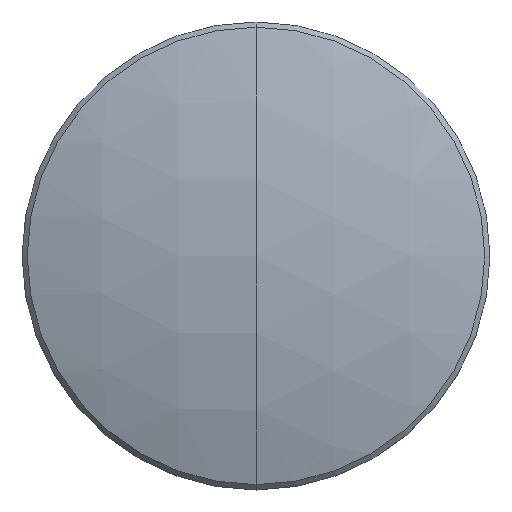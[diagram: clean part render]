
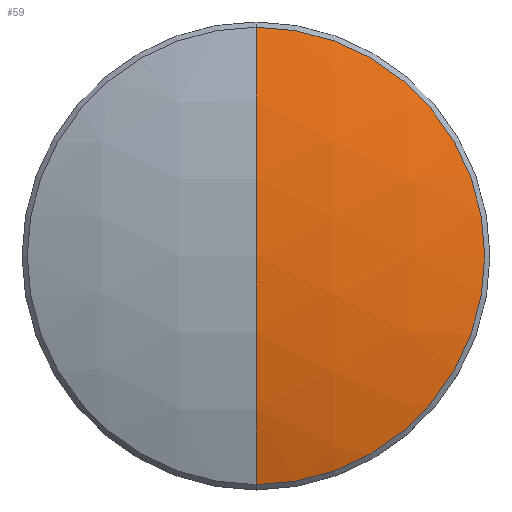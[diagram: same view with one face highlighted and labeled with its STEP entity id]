
A CAD part, top view. The second image highlights one B-rep face of the part: STEP entity #59.
In plain terms, the highlighted spherical face has radius 20.6 mm.
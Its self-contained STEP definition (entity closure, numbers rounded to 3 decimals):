
#29 = EDGE_CURVE ( 'NONE', #54, #53, #248, .T. ) ;
#48 = EDGE_CURVE ( 'NONE', #49, #54, #283, .T. ) ;
#49 = VERTEX_POINT ( 'NONE', #258 ) ;
#50 = EDGE_LOOP ( 'NONE', ( #57, #56, #52 ) ) ;
#52 = ORIENTED_EDGE ( 'NONE', *, *, #29, .F. ) ;
#53 = VERTEX_POINT ( 'NONE', #260 ) ;
#54 = VERTEX_POINT ( 'NONE', #272 ) ;
#56 = ORIENTED_EDGE ( 'NONE', *, *, #58, .T. ) ;
#57 = ORIENTED_EDGE ( 'NONE', *, *, #48, .F. ) ;
#58 = EDGE_CURVE ( 'NONE', #49, #53, #254, .T. ) ;
#59 = ADVANCED_FACE ( 'NONE', ( #252 ), #268, .T. ) ;
#209 = AXIS2_PLACEMENT_3D ( 'NONE', #267, #275, #269 ) ;
#229 = DIRECTION ( 'NONE',  ( 0., 1., 0. ) ) ;
#235 = DIRECTION ( 'NONE',  ( 1., 0., 0. ) ) ;
#236 = CARTESIAN_POINT ( 'NONE',  ( 22.404, 12.608, -39.588 ) ) ;
#243 = AXIS2_PLACEMENT_3D ( 'NONE', #247, #246, #245 ) ;
#245 = DIRECTION ( 'NONE',  ( 0., 1., 0. ) ) ;
#246 = DIRECTION ( 'NONE',  ( 0., 0., -1. ) ) ;
#247 = CARTESIAN_POINT ( 'NONE',  ( 22.404, 12.608, -19.946 ) ) ;
#248 = CIRCLE ( 'NONE', #243, 6.209 ) ;
#252 = FACE_OUTER_BOUND ( 'NONE', #50, .T. ) ;
#254 = CIRCLE ( 'NONE', #310, 20.6 ) ;
#256 = CARTESIAN_POINT ( 'NONE',  ( 22.404, 12.608, -39.588 ) ) ;
#258 = CARTESIAN_POINT ( 'NONE',  ( 22.404, 12.608, -18.988 ) ) ;
#259 = DIRECTION ( 'NONE',  ( 1., 0., 0. ) ) ;
#260 = CARTESIAN_POINT ( 'NONE',  ( 22.404, 6.399, -19.946 ) ) ;
#267 = CARTESIAN_POINT ( 'NONE',  ( 22.404, 12.608, -39.588 ) ) ;
#268 = SPHERICAL_SURFACE ( 'NONE', #312, 20.6 ) ;
#269 = DIRECTION ( 'NONE',  ( 0., 0., 1. ) ) ;
#272 = CARTESIAN_POINT ( 'NONE',  ( 22.404, 18.816, -19.946 ) ) ;
#275 = DIRECTION ( 'NONE',  ( -1., 0., 0. ) ) ;
#283 = CIRCLE ( 'NONE', #209, 20.6 ) ;
#309 = DIRECTION ( 'NONE',  ( 0., 1., 0. ) ) ;
#310 = AXIS2_PLACEMENT_3D ( 'NONE', #256, #259, #309 ) ;
#312 = AXIS2_PLACEMENT_3D ( 'NONE', #236, #235, #229 ) ;
